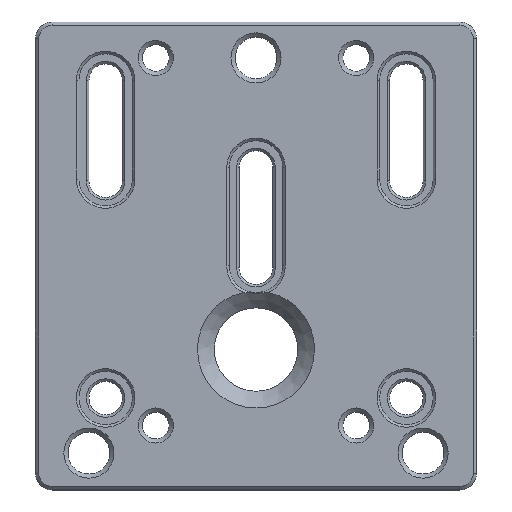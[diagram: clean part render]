
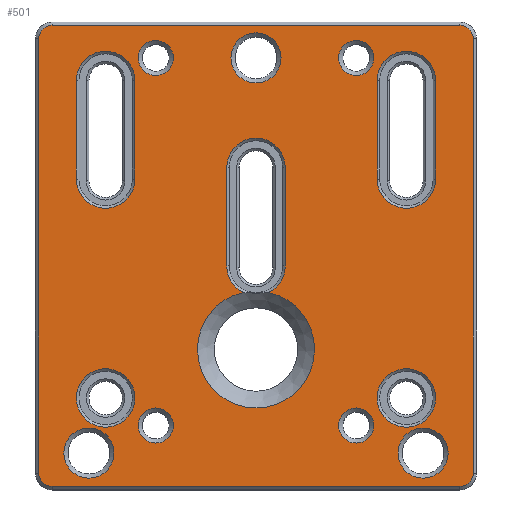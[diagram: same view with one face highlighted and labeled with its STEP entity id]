
A CAD part, top view. The second image highlights one B-rep face of the part: STEP entity #501.
In plain terms, the highlighted planar face has unit normal (0, 0, 1).
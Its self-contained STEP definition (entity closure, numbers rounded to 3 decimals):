
#167=PLANE('',#1984);
#216=LINE('',#2814,#358);
#217=LINE('',#2819,#359);
#218=LINE('',#2822,#360);
#219=LINE('',#2827,#361);
#220=LINE('',#2835,#362);
#221=LINE('',#2839,#363);
#222=LINE('',#2846,#364);
#223=LINE('',#2851,#365);
#224=LINE('',#2855,#366);
#225=LINE('',#2859,#367);
#358=VECTOR('',#2212,1.);
#359=VECTOR('',#2215,1.);
#360=VECTOR('',#2218,1.);
#361=VECTOR('',#2221,1.);
#362=VECTOR('',#2228,1.);
#363=VECTOR('',#2231,1.);
#364=VECTOR('',#2238,1.);
#365=VECTOR('',#2241,1.);
#366=VECTOR('',#2244,1.);
#367=VECTOR('',#2247,1.);
#501=ADVANCED_FACE('',(#655,#656,#657,#658,#659,#660,#661,#662,#663,#664,
#665,#666,#667),#167,.F.);
#655=FACE_BOUND('',#760,.T.);
#656=FACE_BOUND('',#761,.T.);
#657=FACE_BOUND('',#762,.T.);
#658=FACE_BOUND('',#763,.T.);
#659=FACE_BOUND('',#764,.T.);
#660=FACE_BOUND('',#765,.T.);
#661=FACE_BOUND('',#766,.T.);
#662=FACE_BOUND('',#767,.T.);
#663=FACE_BOUND('',#768,.T.);
#664=FACE_BOUND('',#769,.T.);
#665=FACE_BOUND('',#770,.T.);
#666=FACE_BOUND('',#771,.T.);
#667=FACE_BOUND('',#772,.T.);
#760=EDGE_LOOP('',(#949));
#761=EDGE_LOOP('',(#950));
#762=EDGE_LOOP('',(#951));
#763=EDGE_LOOP('',(#952));
#764=EDGE_LOOP('',(#953));
#765=EDGE_LOOP('',(#954));
#766=EDGE_LOOP('',(#955));
#767=EDGE_LOOP('',(#956,#957,#958,#959));
#768=EDGE_LOOP('',(#960,#961,#962,#963));
#769=EDGE_LOOP('',(#964,#965,#966,#967,#968,#969));
#770=EDGE_LOOP('',(#970));
#771=EDGE_LOOP('',(#971));
#772=EDGE_LOOP('',(#972,#973,#974,#975,#976,#977,#978,#979));
#949=ORIENTED_EDGE('',*,*,#1608,.T.);
#950=ORIENTED_EDGE('',*,*,#1609,.T.);
#951=ORIENTED_EDGE('',*,*,#1610,.T.);
#952=ORIENTED_EDGE('',*,*,#1611,.T.);
#953=ORIENTED_EDGE('',*,*,#1612,.T.);
#954=ORIENTED_EDGE('',*,*,#1613,.T.);
#955=ORIENTED_EDGE('',*,*,#1614,.T.);
#956=ORIENTED_EDGE('',*,*,#1615,.T.);
#957=ORIENTED_EDGE('',*,*,#1616,.T.);
#958=ORIENTED_EDGE('',*,*,#1617,.T.);
#959=ORIENTED_EDGE('',*,*,#1618,.T.);
#960=ORIENTED_EDGE('',*,*,#1619,.T.);
#961=ORIENTED_EDGE('',*,*,#1620,.T.);
#962=ORIENTED_EDGE('',*,*,#1621,.T.);
#963=ORIENTED_EDGE('',*,*,#1622,.T.);
#964=ORIENTED_EDGE('',*,*,#1623,.T.);
#965=ORIENTED_EDGE('',*,*,#1624,.T.);
#966=ORIENTED_EDGE('',*,*,#1625,.T.);
#967=ORIENTED_EDGE('',*,*,#1626,.T.);
#968=ORIENTED_EDGE('',*,*,#1627,.T.);
#969=ORIENTED_EDGE('',*,*,#1628,.T.);
#970=ORIENTED_EDGE('',*,*,#1629,.T.);
#971=ORIENTED_EDGE('',*,*,#1630,.T.);
#972=ORIENTED_EDGE('',*,*,#1631,.T.);
#973=ORIENTED_EDGE('',*,*,#1632,.T.);
#974=ORIENTED_EDGE('',*,*,#1633,.T.);
#975=ORIENTED_EDGE('',*,*,#1634,.T.);
#976=ORIENTED_EDGE('',*,*,#1635,.T.);
#977=ORIENTED_EDGE('',*,*,#1636,.T.);
#978=ORIENTED_EDGE('',*,*,#1637,.T.);
#979=ORIENTED_EDGE('',*,*,#1638,.T.);
#1445=VERTEX_POINT('',#2801);
#1446=VERTEX_POINT('',#2803);
#1447=VERTEX_POINT('',#2805);
#1448=VERTEX_POINT('',#2807);
#1449=VERTEX_POINT('',#2809);
#1450=VERTEX_POINT('',#2811);
#1451=VERTEX_POINT('',#2813);
#1452=VERTEX_POINT('',#2815);
#1453=VERTEX_POINT('',#2816);
#1454=VERTEX_POINT('',#2818);
#1455=VERTEX_POINT('',#2820);
#1456=VERTEX_POINT('',#2823);
#1457=VERTEX_POINT('',#2824);
#1458=VERTEX_POINT('',#2826);
#1459=VERTEX_POINT('',#2828);
#1460=VERTEX_POINT('',#2831);
#1461=VERTEX_POINT('',#2832);
#1462=VERTEX_POINT('',#2834);
#1463=VERTEX_POINT('',#2836);
#1464=VERTEX_POINT('',#2838);
#1465=VERTEX_POINT('',#2840);
#1466=VERTEX_POINT('',#2843);
#1467=VERTEX_POINT('',#2845);
#1468=VERTEX_POINT('',#2847);
#1469=VERTEX_POINT('',#2848);
#1470=VERTEX_POINT('',#2850);
#1471=VERTEX_POINT('',#2852);
#1472=VERTEX_POINT('',#2854);
#1473=VERTEX_POINT('',#2856);
#1474=VERTEX_POINT('',#2858);
#1475=VERTEX_POINT('',#2860);
#1608=EDGE_CURVE('',#1445,#1445,#1856,.T.);
#1609=EDGE_CURVE('',#1446,#1446,#1857,.T.);
#1610=EDGE_CURVE('',#1447,#1447,#1858,.T.);
#1611=EDGE_CURVE('',#1448,#1448,#1859,.T.);
#1612=EDGE_CURVE('',#1449,#1449,#1860,.T.);
#1613=EDGE_CURVE('',#1450,#1450,#1861,.T.);
#1614=EDGE_CURVE('',#1451,#1451,#1862,.T.);
#1615=EDGE_CURVE('',#1452,#1453,#216,.T.);
#1616=EDGE_CURVE('',#1453,#1454,#1863,.T.);
#1617=EDGE_CURVE('',#1454,#1455,#217,.T.);
#1618=EDGE_CURVE('',#1455,#1452,#1864,.T.);
#1619=EDGE_CURVE('',#1456,#1457,#218,.T.);
#1620=EDGE_CURVE('',#1457,#1458,#1865,.T.);
#1621=EDGE_CURVE('',#1458,#1459,#219,.T.);
#1622=EDGE_CURVE('',#1459,#1456,#1866,.T.);
#1623=EDGE_CURVE('',#1460,#1461,#1867,.T.);
#1624=EDGE_CURVE('',#1461,#1462,#1868,.T.);
#1625=EDGE_CURVE('',#1462,#1463,#220,.T.);
#1626=EDGE_CURVE('',#1463,#1464,#1869,.T.);
#1627=EDGE_CURVE('',#1464,#1465,#221,.T.);
#1628=EDGE_CURVE('',#1465,#1460,#1870,.T.);
#1629=EDGE_CURVE('',#1466,#1466,#1871,.T.);
#1630=EDGE_CURVE('',#1467,#1467,#1872,.T.);
#1631=EDGE_CURVE('',#1468,#1469,#222,.T.);
#1632=EDGE_CURVE('',#1469,#1470,#1873,.T.);
#1633=EDGE_CURVE('',#1470,#1471,#223,.T.);
#1634=EDGE_CURVE('',#1471,#1472,#1874,.T.);
#1635=EDGE_CURVE('',#1472,#1473,#224,.T.);
#1636=EDGE_CURVE('',#1473,#1474,#1875,.T.);
#1637=EDGE_CURVE('',#1474,#1475,#225,.T.);
#1638=EDGE_CURVE('',#1475,#1468,#1876,.T.);
#1856=CIRCLE('',#1963,1.05);
#1857=CIRCLE('',#1964,1.5);
#1858=CIRCLE('',#1965,1.05);
#1859=CIRCLE('',#1966,1.5);
#1860=CIRCLE('',#1967,1.05);
#1861=CIRCLE('',#1968,1.05);
#1862=CIRCLE('',#1969,1.5);
#1863=CIRCLE('',#1970,1.75);
#1864=CIRCLE('',#1971,1.75);
#1865=CIRCLE('',#1972,1.75);
#1866=CIRCLE('',#1973,1.75);
#1867=CIRCLE('',#1974,3.5);
#1868=CIRCLE('',#1975,1.75);
#1869=CIRCLE('',#1976,1.75);
#1870=CIRCLE('',#1977,1.75);
#1871=CIRCLE('',#1978,1.75);
#1872=CIRCLE('',#1979,1.75);
#1873=CIRCLE('',#1980,0.8);
#1874=CIRCLE('',#1981,0.8);
#1875=CIRCLE('',#1982,0.8);
#1876=CIRCLE('',#1983,0.8);
#1963=AXIS2_PLACEMENT_3D('',#2800,#2198,#2199);
#1964=AXIS2_PLACEMENT_3D('',#2802,#2200,#2201);
#1965=AXIS2_PLACEMENT_3D('',#2804,#2202,#2203);
#1966=AXIS2_PLACEMENT_3D('',#2806,#2204,#2205);
#1967=AXIS2_PLACEMENT_3D('',#2808,#2206,#2207);
#1968=AXIS2_PLACEMENT_3D('',#2810,#2208,#2209);
#1969=AXIS2_PLACEMENT_3D('',#2812,#2210,#2211);
#1970=AXIS2_PLACEMENT_3D('',#2817,#2213,#2214);
#1971=AXIS2_PLACEMENT_3D('',#2821,#2216,#2217);
#1972=AXIS2_PLACEMENT_3D('',#2825,#2219,#2220);
#1973=AXIS2_PLACEMENT_3D('',#2829,#2222,#2223);
#1974=AXIS2_PLACEMENT_3D('',#2830,#2224,#2225);
#1975=AXIS2_PLACEMENT_3D('',#2833,#2226,#2227);
#1976=AXIS2_PLACEMENT_3D('',#2837,#2229,#2230);
#1977=AXIS2_PLACEMENT_3D('',#2841,#2232,#2233);
#1978=AXIS2_PLACEMENT_3D('',#2842,#2234,#2235);
#1979=AXIS2_PLACEMENT_3D('',#2844,#2236,#2237);
#1980=AXIS2_PLACEMENT_3D('',#2849,#2239,#2240);
#1981=AXIS2_PLACEMENT_3D('',#2853,#2242,#2243);
#1982=AXIS2_PLACEMENT_3D('',#2857,#2245,#2246);
#1983=AXIS2_PLACEMENT_3D('',#2861,#2248,#2249);
#1984=AXIS2_PLACEMENT_3D('',#2862,#2250,#2251);
#2198=DIRECTION('',(0.,0.,-1.));
#2199=DIRECTION('',(-1.,0.,0.));
#2200=DIRECTION('',(0.,0.,-1.));
#2201=DIRECTION('',(-1.,0.,0.));
#2202=DIRECTION('',(0.,0.,-1.));
#2203=DIRECTION('',(-1.,0.,0.));
#2204=DIRECTION('',(0.,0.,-1.));
#2205=DIRECTION('',(-1.,0.,0.));
#2206=DIRECTION('',(0.,0.,-1.));
#2207=DIRECTION('',(-1.,0.,0.));
#2208=DIRECTION('',(0.,0.,-1.));
#2209=DIRECTION('',(-1.,0.,0.));
#2210=DIRECTION('',(0.,0.,-1.));
#2211=DIRECTION('',(-1.,0.,0.));
#2212=DIRECTION('',(0.,-1.,0.));
#2213=DIRECTION('',(0.,0.,-1.));
#2214=DIRECTION('',(-1.,0.,0.));
#2215=DIRECTION('',(0.,1.,0.));
#2216=DIRECTION('',(0.,0.,-1.));
#2217=DIRECTION('',(-1.,0.,0.));
#2218=DIRECTION('',(0.,-1.,0.));
#2219=DIRECTION('',(0.,0.,-1.));
#2220=DIRECTION('',(-1.,0.,0.));
#2221=DIRECTION('',(0.,1.,0.));
#2222=DIRECTION('',(0.,0.,-1.));
#2223=DIRECTION('',(-1.,0.,0.));
#2224=DIRECTION('',(0.,0.,-1.));
#2225=DIRECTION('',(-1.,0.,0.));
#2226=DIRECTION('',(0.,0.,-1.));
#2227=DIRECTION('',(-1.,0.,0.));
#2228=DIRECTION('',(0.,1.,0.));
#2229=DIRECTION('',(0.,0.,-1.));
#2230=DIRECTION('',(-1.,0.,0.));
#2231=DIRECTION('',(0.,-1.,0.));
#2232=DIRECTION('',(0.,0.,-1.));
#2233=DIRECTION('',(-1.,0.,0.));
#2234=DIRECTION('',(0.,0.,-1.));
#2235=DIRECTION('',(-1.,0.,0.));
#2236=DIRECTION('',(0.,0.,-1.));
#2237=DIRECTION('',(-1.,0.,0.));
#2238=DIRECTION('',(0.,-1.,0.));
#2239=DIRECTION('',(0.,0.,1.));
#2240=DIRECTION('',(-1.,0.,0.));
#2241=DIRECTION('',(1.,0.,0.));
#2242=DIRECTION('',(0.,0.,1.));
#2243=DIRECTION('',(-1.,0.,0.));
#2244=DIRECTION('',(0.,1.,0.));
#2245=DIRECTION('',(0.,0.,1.));
#2246=DIRECTION('',(-1.,0.,0.));
#2247=DIRECTION('',(-1.,0.,0.));
#2248=DIRECTION('',(0.,0.,1.));
#2249=DIRECTION('',(-1.,0.,0.));
#2250=DIRECTION('',(0.,0.,-1.));
#2251=DIRECTION('',(-1.,0.,0.));
#2800=CARTESIAN_POINT('',(-6.,11.85,5.5));
#2801=CARTESIAN_POINT('',(-7.05,11.85,5.5));
#2802=CARTESIAN_POINT('',(0.,11.85,5.5));
#2803=CARTESIAN_POINT('',(-1.5,11.85,5.5));
#2804=CARTESIAN_POINT('',(6.,11.85,5.5));
#2805=CARTESIAN_POINT('',(4.95,11.85,5.5));
#2806=CARTESIAN_POINT('',(10.,-11.8,5.5));
#2807=CARTESIAN_POINT('',(8.5,-11.8,5.5));
#2808=CARTESIAN_POINT('',(6.,-10.15,5.5));
#2809=CARTESIAN_POINT('',(4.95,-10.15,5.5));
#2810=CARTESIAN_POINT('',(-6.,-10.15,5.5));
#2811=CARTESIAN_POINT('',(-7.05,-10.15,5.5));
#2812=CARTESIAN_POINT('',(-10.,-11.8,5.5));
#2813=CARTESIAN_POINT('',(-11.5,-11.8,5.5));
#2814=CARTESIAN_POINT('',(10.75,-11.8,5.5));
#2815=CARTESIAN_POINT('',(10.75,10.5,5.5));
#2816=CARTESIAN_POINT('',(10.75,4.6,5.5));
#2817=CARTESIAN_POINT('',(9.,4.6,5.5));
#2818=CARTESIAN_POINT('',(7.25,4.6,5.5));
#2819=CARTESIAN_POINT('',(7.25,-11.8,5.5));
#2820=CARTESIAN_POINT('',(7.25,10.5,5.5));
#2821=CARTESIAN_POINT('',(9.,10.5,5.5));
#2822=CARTESIAN_POINT('',(-7.25,-11.8,5.5));
#2823=CARTESIAN_POINT('',(-7.25,10.5,5.5));
#2824=CARTESIAN_POINT('',(-7.25,4.6,5.5));
#2825=CARTESIAN_POINT('',(-9.,4.6,5.5));
#2826=CARTESIAN_POINT('',(-10.75,4.6,5.5));
#2827=CARTESIAN_POINT('',(-10.75,-11.8,5.5));
#2828=CARTESIAN_POINT('',(-10.75,10.5,5.5));
#2829=CARTESIAN_POINT('',(-9.,10.5,5.5));
#2830=CARTESIAN_POINT('',(0.,-5.6,5.5));
#2831=CARTESIAN_POINT('',(0.75,-2.181,5.5));
#2832=CARTESIAN_POINT('',(-0.75,-2.181,5.5));
#2833=CARTESIAN_POINT('',(0.,-0.6,5.5));
#2834=CARTESIAN_POINT('',(-1.75,-0.6,5.5));
#2835=CARTESIAN_POINT('',(-1.75,-11.8,5.5));
#2836=CARTESIAN_POINT('',(-1.75,5.3,5.5));
#2837=CARTESIAN_POINT('',(0.,5.3,5.5));
#2838=CARTESIAN_POINT('',(1.75,5.3,5.5));
#2839=CARTESIAN_POINT('',(1.75,-11.8,5.5));
#2840=CARTESIAN_POINT('',(1.75,-0.6,5.5));
#2841=CARTESIAN_POINT('',(0.,-0.6,5.5));
#2842=CARTESIAN_POINT('',(9.,-8.5,5.5));
#2843=CARTESIAN_POINT('',(7.25,-8.5,5.5));
#2844=CARTESIAN_POINT('',(-9.,-8.5,5.5));
#2845=CARTESIAN_POINT('',(-10.75,-8.5,5.5));
#2846=CARTESIAN_POINT('',(-13.,-11.8,5.5));
#2847=CARTESIAN_POINT('',(-13.,13.,5.5));
#2848=CARTESIAN_POINT('',(-13.,-13.,5.5));
#2849=CARTESIAN_POINT('',(-12.2,-13.,5.5));
#2850=CARTESIAN_POINT('',(-12.2,-13.8,5.5));
#2851=CARTESIAN_POINT('',(10.,-13.8,5.5));
#2852=CARTESIAN_POINT('',(12.2,-13.8,5.5));
#2853=CARTESIAN_POINT('',(12.2,-13.,5.5));
#2854=CARTESIAN_POINT('',(13.,-13.,5.5));
#2855=CARTESIAN_POINT('',(13.,-11.8,5.5));
#2856=CARTESIAN_POINT('',(13.,13.,5.5));
#2857=CARTESIAN_POINT('',(12.2,13.,5.5));
#2858=CARTESIAN_POINT('',(12.2,13.8,5.5));
#2859=CARTESIAN_POINT('',(10.,13.8,5.5));
#2860=CARTESIAN_POINT('',(-12.2,13.8,5.5));
#2861=CARTESIAN_POINT('',(-12.2,13.,5.5));
#2862=CARTESIAN_POINT('',(10.,-11.8,5.5));
